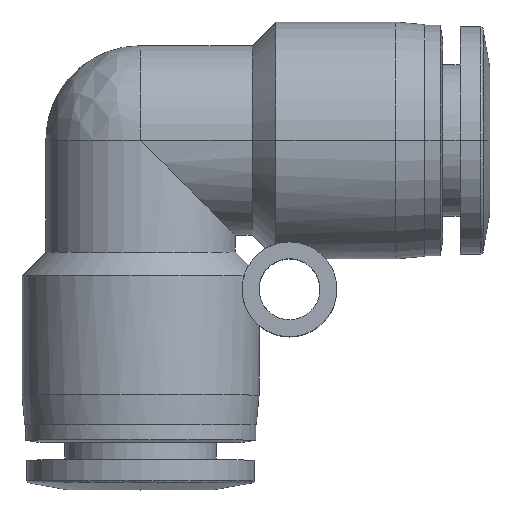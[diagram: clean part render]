
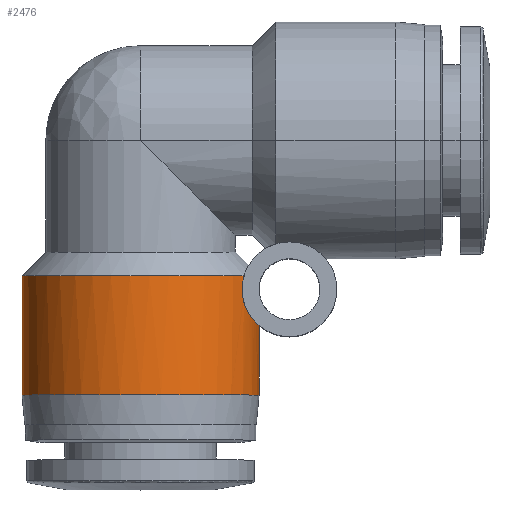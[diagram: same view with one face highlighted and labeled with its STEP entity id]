
A CAD part, top view. The second image highlights one B-rep face of the part: STEP entity #2476.
In plain terms, the highlighted cylindrical face has radius 8.75 mm (diameter 17.5 mm), a partial arc.
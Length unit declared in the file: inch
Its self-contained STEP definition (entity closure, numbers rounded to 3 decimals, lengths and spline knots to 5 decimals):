
#19 = CARTESIAN_POINT ( 'NONE',  ( 0., -0.74016, 0. ) ) ;
#119 = CARTESIAN_POINT ( 'NONE',  ( -0.34449, -0.3937, 0. ) ) ;
#135 = CARTESIAN_POINT ( 'NONE',  ( 0.30457, -0.48298, 0.161 ) ) ;
#177 = CARTESIAN_POINT ( 'NONE',  ( 0.30102, -0.3937, 0.16751 ) ) ;
#179 = LINE ( 'NONE', #3105, #3962 ) ;
#182 = CARTESIAN_POINT ( 'NONE',  ( 0.29528, -0.42618, 0.17744 ) ) ;
#278 = DIRECTION ( 'NONE',  ( 1., 0., 0. ) ) ;
#339 = DIRECTION ( 'NONE',  ( 1., 0., 0. ) ) ;
#417 = AXIS2_PLACEMENT_3D ( 'NONE', #2661, #796, #2971 ) ;
#463 = CARTESIAN_POINT ( 'NONE',  ( 0.31253, -0.50013, 0.14514 ) ) ;
#478 = FACE_OUTER_BOUND ( 'NONE', #2923, .T. ) ;
#533 = VECTOR ( 'NONE', #3958, 39.37008 ) ;
#539 = LINE ( 'NONE', #1856, #533 ) ;
#777 = CARTESIAN_POINT ( 'NONE',  ( 0.29528, -0.43307, 0.17744 ) ) ;
#785 = CARTESIAN_POINT ( 'NONE',  ( 0.32241, -0.51532, 0.12168 ) ) ;
#790 = AXIS2_PLACEMENT_3D ( 'NONE', #19, #2232, #339 ) ;
#796 = DIRECTION ( 'NONE',  ( 0., -1., 0. ) ) ;
#934 = DIRECTION ( 'NONE',  ( 0., -1., 0. ) ) ;
#1038 = CARTESIAN_POINT ( 'NONE',  ( 0.34449, -0.74016, 0. ) ) ;
#1048 = ORIENTED_EDGE ( 'NONE', *, *, #1347, .F. ) ;
#1114 = CARTESIAN_POINT ( 'NONE',  ( 0.33108, -0.52579, 0.09566 ) ) ;
#1170 = CARTESIAN_POINT ( 'NONE',  ( -0.34449, -0.74016, 0. ) ) ;
#1179 = B_SPLINE_CURVE_WITH_KNOTS ( 'NONE', 3,
 ( #3612, #1473, #3892, #2086, #182, #2394 ),
 .UNSPECIFIED., .F., .F.,
 ( 4, 2, 4 ),
 ( 0., 0.00053, 0.00105 ),
 .UNSPECIFIED. ) ;
#1190 = ORIENTED_EDGE ( 'NONE', *, *, #3475, .T. ) ;
#1194 = CIRCLE ( 'NONE', #417, 0.34449 ) ;
#1268 = B_SPLINE_CURVE_WITH_KNOTS ( 'NONE', 3,
 ( #777, #2641, #3251, #1428, #3565, #1750, #3854, #2044, #135, #2356, #463, #2654, #785, #2965, #1114, #3263, #1440, #3578, #1762, #3866 ),
 .UNSPECIFIED., .F., .F.,
 ( 4, 2, 2, 2, 2, 2, 2, 2, 2, 4 ),
 ( 0.00105, 0.00143, 0.0018, 0.00218, 0.00255, 0.0033, 0.00405, 0.0048, 0.00555, 0.00705 ),
 .UNSPECIFIED. ) ;
#1347 = EDGE_CURVE ( 'NONE', #1641, #1766, #539, .T. ) ;
#1394 = CYLINDRICAL_SURFACE ( 'NONE', #2983, 0.34449 ) ;
#1423 = EDGE_CURVE ( 'NONE', #2250, #3332, #179, .T. ) ;
#1428 = CARTESIAN_POINT ( 'NONE',  ( 0.29659, -0.45267, 0.17524 ) ) ;
#1440 = CARTESIAN_POINT ( 'NONE',  ( 0.3379, -0.53275, 0.06772 ) ) ;
#1473 = CARTESIAN_POINT ( 'NONE',  ( 0.29924, -0.39966, 0.1707 ) ) ;
#1512 = ORIENTED_EDGE ( 'NONE', *, *, #3237, .F. ) ;
#1623 = CIRCLE ( 'NONE', #790, 0.34449 ) ;
#1641 = VERTEX_POINT ( 'NONE', #2613 ) ;
#1750 = CARTESIAN_POINT ( 'NONE',  ( 0.2993, -0.46647, 0.17057 ) ) ;
#1762 = CARTESIAN_POINT ( 'NONE',  ( 0.34449, -0.53862, 0.01975 ) ) ;
#1766 = VERTEX_POINT ( 'NONE', #1038 ) ;
#1856 = CARTESIAN_POINT ( 'NONE',  ( 0.34449, -0.56693, 0. ) ) ;
#2003 = CARTESIAN_POINT ( 'NONE',  ( 0.29528, -0.43307, 0.17744 ) ) ;
#2044 = CARTESIAN_POINT ( 'NONE',  ( 0.30312, -0.47909, 0.16371 ) ) ;
#2086 = CARTESIAN_POINT ( 'NONE',  ( 0.29581, -0.41924, 0.17656 ) ) ;
#2185 = CARTESIAN_POINT ( 'NONE',  ( 0., -0.56693, 0. ) ) ;
#2232 = DIRECTION ( 'NONE',  ( 0., 1., 0. ) ) ;
#2250 = VERTEX_POINT ( 'NONE', #119 ) ;
#2351 = VERTEX_POINT ( 'NONE', #177 ) ;
#2356 = CARTESIAN_POINT ( 'NONE',  ( 0.30921, -0.49396, 0.15202 ) ) ;
#2394 = CARTESIAN_POINT ( 'NONE',  ( 0.29528, -0.43307, 0.17744 ) ) ;
#2454 = DIRECTION ( 'NONE',  ( 0., -1., 0. ) ) ;
#2476 = ADVANCED_FACE ( 'NONE', ( #478 ), #1394, .T. ) ;
#2613 = CARTESIAN_POINT ( 'NONE',  ( 0.34449, -0.53862, 0. ) ) ;
#2641 = CARTESIAN_POINT ( 'NONE',  ( 0.29528, -0.43799, 0.17744 ) ) ;
#2654 = CARTESIAN_POINT ( 'NONE',  ( 0.31914, -0.51083, 0.12996 ) ) ;
#2662 = ORIENTED_EDGE ( 'NONE', *, *, #3754, .T. ) ;
#2661 = CARTESIAN_POINT ( 'NONE',  ( 0., -0.3937, 0. ) ) ;
#2923 = EDGE_LOOP ( 'NONE', ( #2662, #3243, #1190, #1048, #3802, #1512 ) ) ;
#2965 = CARTESIAN_POINT ( 'NONE',  ( 0.32836, -0.52277, 0.10457 ) ) ;
#2971 = DIRECTION ( 'NONE',  ( 1., 0., 0. ) ) ;
#2983 = AXIS2_PLACEMENT_3D ( 'NONE', #2185, #2454, #278 ) ;
#3105 = CARTESIAN_POINT ( 'NONE',  ( -0.34449, -0.56693, 0. ) ) ;
#3191 = EDGE_CURVE ( 'NONE', #3626, #1641, #1268, .T. ) ;
#3237 = EDGE_CURVE ( 'NONE', #2351, #3626, #1179, .T. ) ;
#3243 = ORIENTED_EDGE ( 'NONE', *, *, #1423, .T. ) ;
#3251 = CARTESIAN_POINT ( 'NONE',  ( 0.29555, -0.44299, 0.17699 ) ) ;
#3263 = CARTESIAN_POINT ( 'NONE',  ( 0.33586, -0.53079, 0.0772 ) ) ;
#3332 = VERTEX_POINT ( 'NONE', #1170 ) ;
#3475 = EDGE_CURVE ( 'NONE', #3332, #1766, #1623, .T. ) ;
#3565 = CARTESIAN_POINT ( 'NONE',  ( 0.29735, -0.45736, 0.17395 ) ) ;
#3578 = CARTESIAN_POINT ( 'NONE',  ( 0.3428, -0.53727, 0.03917 ) ) ;
#3612 = CARTESIAN_POINT ( 'NONE',  ( 0.30102, -0.3937, 0.16751 ) ) ;
#3626 = VERTEX_POINT ( 'NONE', #2003 ) ;
#3754 = EDGE_CURVE ( 'NONE', #2351, #2250, #1194, .T. ) ;
#3802 = ORIENTED_EDGE ( 'NONE', *, *, #3191, .F. ) ;
#3854 = CARTESIAN_POINT ( 'NONE',  ( 0.30049, -0.47086, 0.16848 ) ) ;
#3866 = CARTESIAN_POINT ( 'NONE',  ( 0.34449, -0.53862, 0. ) ) ;
#3892 = CARTESIAN_POINT ( 'NONE',  ( 0.29781, -0.40594, 0.17317 ) ) ;
#3958 = DIRECTION ( 'NONE',  ( 0., -1., 0. ) ) ;
#3962 = VECTOR ( 'NONE', #934, 39.37008 ) ;
